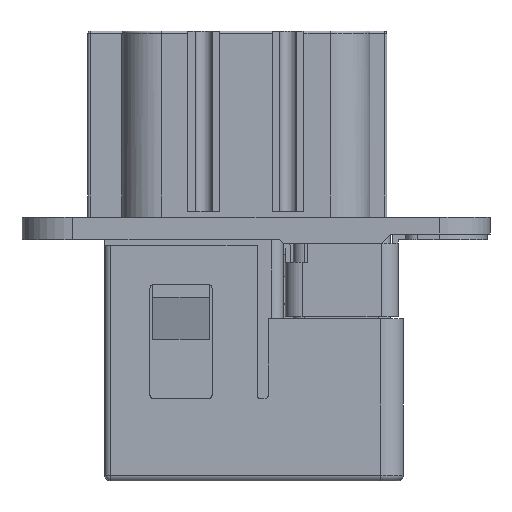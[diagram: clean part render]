
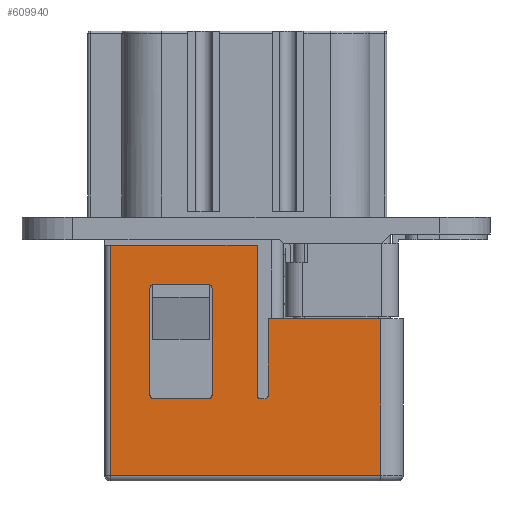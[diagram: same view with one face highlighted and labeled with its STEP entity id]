
A CAD part, left-side view. The second image highlights one B-rep face of the part: STEP entity #609940.
In plain terms, the highlighted face is planar.
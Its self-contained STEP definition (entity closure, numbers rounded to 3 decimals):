
#41010=CARTESIAN_POINT('',(50.414,53.175,-22.9));
#41020=VERTEX_POINT('',#41010);
#41050=CARTESIAN_POINT('',(50.414,62.465,-22.9));
#41060=DIRECTION('',(0.,-1.,0.));
#41070=VECTOR('',#41060,1.);
#41080=LINE('',#41050,#41070);
#41090=CARTESIAN_POINT('',(50.414,77.125,-22.9));
#41100=VERTEX_POINT('',#41090);
#41110=EDGE_CURVE('',#41100,#41020,#41080,.T.);
#160910=CARTESIAN_POINT('',(50.414,66.475,-16.1));
#160920=VERTEX_POINT('',#160910);
#160950=CARTESIAN_POINT('',(50.414,66.475,-15.8));
#160960=DIRECTION('',(-1.,0.,0.));
#160970=DIRECTION('',(0.,-1.,0.));
#160980=AXIS2_PLACEMENT_3D('',#160950,#160960,#160970);
#160990=CIRCLE('',#160980,0.3);
#161000=CARTESIAN_POINT('',(50.414,66.175,-15.8));
#161010=VERTEX_POINT('',#161000);
#161020=EDGE_CURVE('',#160920,#161010,#160990,.T.);
#339750=CARTESIAN_POINT('',(50.414,66.175,-19.9));
#339760=DIRECTION('',(0.,0.,-1.));
#339770=VECTOR('',#339760,1.);
#339780=LINE('',#339750,#339770);
#339790=CARTESIAN_POINT('',(50.414,66.175,-2.5));
#339800=VERTEX_POINT('',#339790);
#339810=EDGE_CURVE('',#339800,#161010,#339780,.T.);
#360760=CARTESIAN_POINT('',(50.414,77.125,-9.));
#360770=VERTEX_POINT('',#360760);
#360800=CARTESIAN_POINT('',(50.414,62.465,-9.));
#360810=DIRECTION('',(0.,1.,0.));
#360820=VECTOR('',#360810,1.);
#360830=LINE('',#360800,#360820);
#360840=CARTESIAN_POINT('',(50.414,67.175,-9.));
#360850=VERTEX_POINT('',#360840);
#360860=EDGE_CURVE('',#360850,#360770,#360830,.T.);
#361860=CARTESIAN_POINT('',(50.414,62.465,-2.5));
#361870=DIRECTION('',(0.,-1.,0.));
#361880=VECTOR('',#361870,1.);
#361890=LINE('',#361860,#361880);
#361900=CARTESIAN_POINT('',(50.414,53.175,-2.5));
#361910=VERTEX_POINT('',#361900);
#361920=EDGE_CURVE('',#339800,#361910,#361890,.T.);
#364270=CARTESIAN_POINT('',(50.414,56.975,-6.3));
#364280=DIRECTION('',(-1.,0.,0.));
#364290=DIRECTION('',(0.,-1.,0.));
#364300=AXIS2_PLACEMENT_3D('',#364270,#364280,#364290);
#364310=CIRCLE('',#364300,0.3);
#364320=CARTESIAN_POINT('',(50.414,56.675,-6.3));
#364330=VERTEX_POINT('',#364320);
#364340=CARTESIAN_POINT('',(50.414,56.975,-6.));
#364350=VERTEX_POINT('',#364340);
#364360=EDGE_CURVE('',#364330,#364350,#364310,.T.);
#392570=CARTESIAN_POINT('',(50.414,62.965,-6.));
#392580=DIRECTION('',(0.,1.,0.));
#392590=VECTOR('',#392580,1.);
#392600=LINE('',#392570,#392590);
#392610=CARTESIAN_POINT('',(50.414,61.875,-6.));
#392620=VERTEX_POINT('',#392610);
#392630=EDGE_CURVE('',#364350,#392620,#392600,.T.);
#416590=CARTESIAN_POINT('',(50.414,62.465,-16.1));
#416600=DIRECTION('',(0.,-1.,0.));
#416610=VECTOR('',#416600,1.);
#416620=LINE('',#416590,#416610);
#416630=CARTESIAN_POINT('',(50.414,66.875,-16.1));
#416640=VERTEX_POINT('',#416630);
#416650=EDGE_CURVE('',#416640,#160920,#416620,.T.);
#431410=CARTESIAN_POINT('',(50.414,67.175,-15.8));
#431420=VERTEX_POINT('',#431410);
#431450=CARTESIAN_POINT('',(50.414,66.875,-15.8));
#431460=DIRECTION('',(1.,0.,0.));
#431470=DIRECTION('',(0.,1.,0.));
#431480=AXIS2_PLACEMENT_3D('',#431450,#431460,#431470);
#431490=CIRCLE('',#431480,0.3);
#431500=EDGE_CURVE('',#416640,#431420,#431490,.T.);
#461490=CARTESIAN_POINT('',(50.414,77.125,-19.9));
#461500=DIRECTION('',(0.,0.,1.));
#461510=VECTOR('',#461500,1.);
#461520=LINE('',#461490,#461510);
#461530=EDGE_CURVE('',#41100,#360770,#461520,.T.);
#609010=CARTESIAN_POINT('',(50.414,67.175,-19.9));
#609020=DIRECTION('',(0.,0.,-1.));
#609030=VECTOR('',#609020,1.);
#609040=LINE('',#609010,#609030);
#609050=EDGE_CURVE('',#360850,#431420,#609040,.T.);
#609190=CARTESIAN_POINT('',(50.414,74.075,-22.9));
#609200=DIRECTION('',(1.,0.,0.));
#609210=DIRECTION('',(0.,-1.,0.));
#609220=AXIS2_PLACEMENT_3D('',#609190,#609200,#609210);
#609230=PLANE('',#609220);
#609240=CARTESIAN_POINT('',(50.414,56.975,-15.8));
#609250=DIRECTION('',(-1.,0.,0.));
#609260=DIRECTION('',(0.,-1.,0.));
#609270=AXIS2_PLACEMENT_3D('',#609240,#609250,#609260);
#609280=CIRCLE('',#609270,0.3);
#609290=CARTESIAN_POINT('',(50.414,56.975,-16.1));
#609300=VERTEX_POINT('',#609290);
#609310=CARTESIAN_POINT('',(50.414,56.675,-15.8));
#609320=VERTEX_POINT('',#609310);
#609330=EDGE_CURVE('',#609300,#609320,#609280,.T.);
#609340=ORIENTED_EDGE('',*,*,#609330,.T.);
#609350=CARTESIAN_POINT('',(50.414,68.975,-16.1));
#609360=DIRECTION('',(0.,-1.,0.));
#609370=VECTOR('',#609360,1.);
#609380=LINE('',#609350,#609370);
#609390=CARTESIAN_POINT('',(50.414,61.875,-16.1));
#609400=VERTEX_POINT('',#609390);
#609410=EDGE_CURVE('',#609400,#609300,#609380,.T.);
#609420=ORIENTED_EDGE('',*,*,#609410,.T.);
#609430=CARTESIAN_POINT('',(50.414,61.875,-15.8));
#609440=DIRECTION('',(1.,0.,0.));
#609450=DIRECTION('',(0.,1.,0.));
#609460=AXIS2_PLACEMENT_3D('',#609430,#609440,#609450);
#609470=CIRCLE('',#609460,0.3);
#609480=CARTESIAN_POINT('',(50.414,62.175,-15.8));
#609490=VERTEX_POINT('',#609480);
#609500=EDGE_CURVE('',#609400,#609490,#609470,.T.);
#609510=ORIENTED_EDGE('',*,*,#609500,.F.);
#609520=CARTESIAN_POINT('',(50.414,62.175,-19.9));
#609530=DIRECTION('',(0.,0.,1.));
#609540=VECTOR('',#609530,1.);
#609550=LINE('',#609520,#609540);
#609560=CARTESIAN_POINT('',(50.414,62.175,-6.3));
#609570=VERTEX_POINT('',#609560);
#609580=EDGE_CURVE('',#609490,#609570,#609550,.T.);
#609590=ORIENTED_EDGE('',*,*,#609580,.F.);
#609600=CARTESIAN_POINT('',(50.414,61.875,-6.3));
#609610=DIRECTION('',(1.,0.,0.));
#609620=DIRECTION('',(0.,1.,0.));
#609630=AXIS2_PLACEMENT_3D('',#609600,#609610,#609620);
#609640=CIRCLE('',#609630,0.3);
#609650=EDGE_CURVE('',#609570,#392620,#609640,.T.);
#609660=ORIENTED_EDGE('',*,*,#609650,.F.);
#609670=ORIENTED_EDGE('',*,*,#392630,.T.);
#609680=ORIENTED_EDGE('',*,*,#364360,.T.);
#609690=CARTESIAN_POINT('',(50.414,56.675,-19.9));
#609700=DIRECTION('',(0.,0.,-1.));
#609710=VECTOR('',#609700,1.);
#609720=LINE('',#609690,#609710);
#609730=EDGE_CURVE('',#364330,#609320,#609720,.T.);
#609740=ORIENTED_EDGE('',*,*,#609730,.F.);
#609750=EDGE_LOOP('',(#609740,#609680,#609670,#609660,#609590,#609510,
#609420,#609340));
#609760=FACE_BOUND('',#609750,.T.);
#609770=ORIENTED_EDGE('',*,*,#361920,.T.);
#609780=ORIENTED_EDGE('',*,*,#339810,.F.);
#609790=ORIENTED_EDGE('',*,*,#161020,.T.);
#609800=ORIENTED_EDGE('',*,*,#416650,.T.);
#609810=ORIENTED_EDGE('',*,*,#431500,.F.);
#609820=ORIENTED_EDGE('',*,*,#609050,.T.);
#609830=ORIENTED_EDGE('',*,*,#360860,.F.);
#609840=ORIENTED_EDGE('',*,*,#461530,.T.);
#609850=ORIENTED_EDGE('',*,*,#41110,.F.);
#609860=CARTESIAN_POINT('',(50.414,53.175,-19.9));
#609870=DIRECTION('',(0.,0.,-1.));
#609880=VECTOR('',#609870,1.);
#609890=LINE('',#609860,#609880);
#609900=EDGE_CURVE('',#361910,#41020,#609890,.T.);
#609910=ORIENTED_EDGE('',*,*,#609900,.T.);
#609920=EDGE_LOOP('',(#609910,#609850,#609840,#609830,#609820,#609810,
#609800,#609790,#609780,#609770));
#609930=FACE_OUTER_BOUND('',#609920,.T.);
#609940=ADVANCED_FACE('',(#609760,#609930),#609230,.T.);
